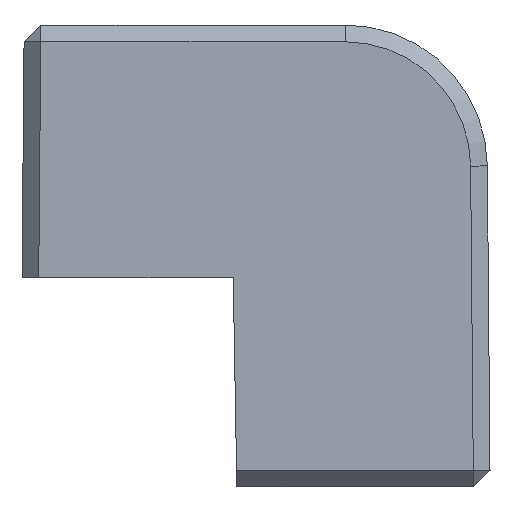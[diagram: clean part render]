
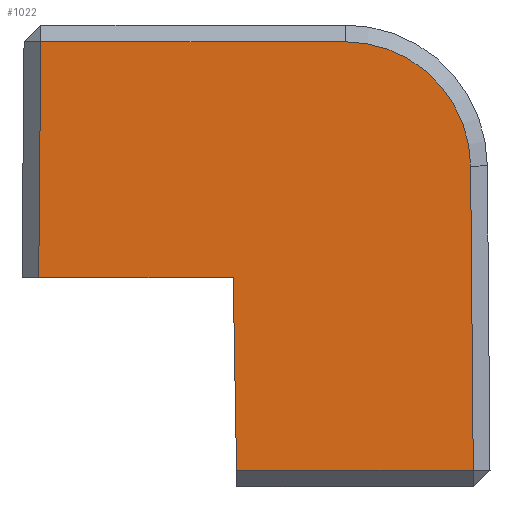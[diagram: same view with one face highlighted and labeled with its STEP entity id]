
A CAD part, left-side view. The second image highlights one B-rep face of the part: STEP entity #1022.
In plain terms, the highlighted planar face has unit normal (-1, 0, 0).
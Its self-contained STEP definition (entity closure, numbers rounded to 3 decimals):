
#399=AXIS2_PLACEMENT_3D('Circle Axis2P3D',#397,#398,$) ;
#1006=AXIS2_PLACEMENT_3D('Plane Axis2P3D',#1003,#1004,#1005) ;
#394=CARTESIAN_POINT('Vertex',(0.,-83.911,20.5)) ;
#397=CARTESIAN_POINT('Axis2P3D Location',(0.,-83.911,14.5)) ;
#401=CARTESIAN_POINT('Vertex',(0.,-89.911,14.552)) ;
#773=CARTESIAN_POINT('Vertex',(0.,-78.713,0.)) ;
#778=CARTESIAN_POINT('Line Origine',(0.,-78.632,4.6)) ;
#782=CARTESIAN_POINT('Vertex',(0.,-78.552,9.2)) ;
#808=CARTESIAN_POINT('Line Origine',(0.,-89.948,10.25)) ;
#812=CARTESIAN_POINT('Vertex',(0.,-90.038,0.)) ;
#894=CARTESIAN_POINT('Line Origine',(0.,-79.246,0.)) ;
#912=CARTESIAN_POINT('Vertex',(0.,-69.246,9.2)) ;
#920=CARTESIAN_POINT('Line Origine',(0.,-73.899,9.2)) ;
#938=CARTESIAN_POINT('Line Origine',(0.,-79.646,20.5)) ;
#942=CARTESIAN_POINT('Vertex',(0.,-69.345,20.5)) ;
#1003=CARTESIAN_POINT('Axis2P3D Location',(0.,0.,0.)) ;
#1008=CARTESIAN_POINT('Line Origine',(0.,-69.296,14.85)) ;
#398=DIRECTION('Axis2P3D Direction',(1.,0.,0.)) ;
#779=DIRECTION('Vector Direction',(0.,-0.017,-1.)) ;
#809=DIRECTION('Vector Direction',(0.,0.009,1.)) ;
#895=DIRECTION('Vector Direction',(0.,-1.,0.)) ;
#921=DIRECTION('Vector Direction',(0.,-1.,0.)) ;
#939=DIRECTION('Vector Direction',(0.,1.,0.)) ;
#1004=DIRECTION('Axis2P3D Direction',(1.,0.,0.)) ;
#1005=DIRECTION('Axis2P3D XDirection',(0.,1.,0.)) ;
#1009=DIRECTION('Vector Direction',(0.,0.009,-1.)) ;
#780=VECTOR('Line Direction',#779,1.) ;
#810=VECTOR('Line Direction',#809,1.) ;
#896=VECTOR('Line Direction',#895,1.) ;
#922=VECTOR('Line Direction',#921,1.) ;
#940=VECTOR('Line Direction',#939,1.) ;
#1010=VECTOR('Line Direction',#1009,1.) ;
#1014=ORIENTED_EDGE('',*,*,#1012,.F.) ;
#1015=ORIENTED_EDGE('',*,*,#924,.F.) ;
#1016=ORIENTED_EDGE('',*,*,#784,.F.) ;
#1017=ORIENTED_EDGE('',*,*,#898,.F.) ;
#1018=ORIENTED_EDGE('',*,*,#814,.F.) ;
#1019=ORIENTED_EDGE('',*,*,#403,.F.) ;
#1020=ORIENTED_EDGE('',*,*,#944,.F.) ;
#1022=ADVANCED_FACE('Body.2',(#1021),#1007,.F.) ;
#400=CIRCLE('generated circle',#399,6.) ;
#403=EDGE_CURVE('',#395,#402,#400,.T.) ;
#784=EDGE_CURVE('',#774,#783,#781,.F.) ;
#814=EDGE_CURVE('',#402,#813,#811,.F.) ;
#898=EDGE_CURVE('',#813,#774,#897,.F.) ;
#924=EDGE_CURVE('',#783,#913,#923,.F.) ;
#944=EDGE_CURVE('',#943,#395,#941,.F.) ;
#1012=EDGE_CURVE('',#913,#943,#1011,.F.) ;
#1013=EDGE_LOOP('',(#1014,#1015,#1016,#1017,#1018,#1019,#1020)) ;
#1021=FACE_OUTER_BOUND('',#1013,.T.) ;
#781=LINE('Line',#778,#780) ;
#811=LINE('Line',#808,#810) ;
#897=LINE('Line',#894,#896) ;
#923=LINE('Line',#920,#922) ;
#941=LINE('Line',#938,#940) ;
#1011=LINE('Line',#1008,#1010) ;
#1007=PLANE('',#1006) ;
#395=VERTEX_POINT('',#394) ;
#402=VERTEX_POINT('',#401) ;
#774=VERTEX_POINT('',#773) ;
#783=VERTEX_POINT('',#782) ;
#813=VERTEX_POINT('',#812) ;
#913=VERTEX_POINT('',#912) ;
#943=VERTEX_POINT('',#942) ;
